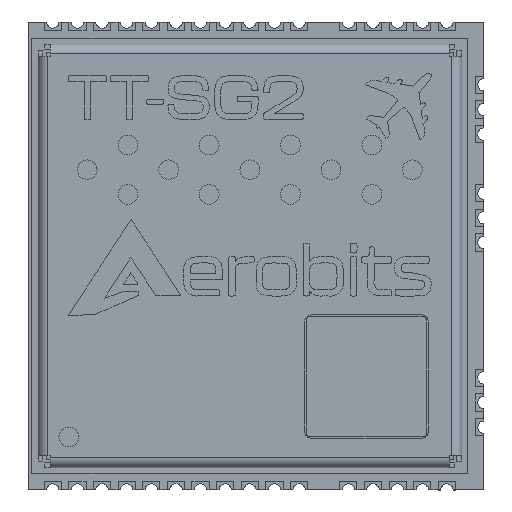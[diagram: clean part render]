
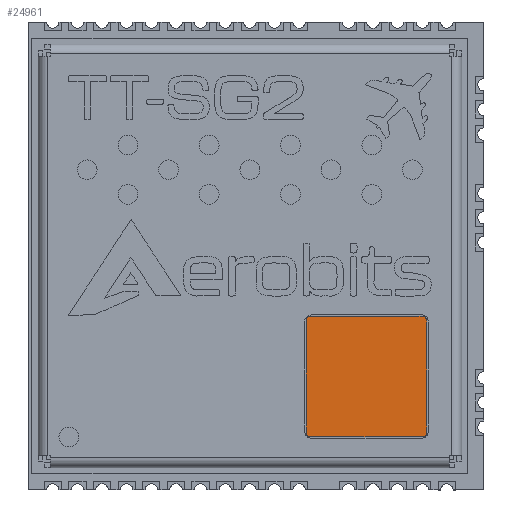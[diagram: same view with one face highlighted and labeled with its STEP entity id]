
A CAD part, top view. The second image highlights one B-rep face of the part: STEP entity #24961.
In plain terms, the highlighted face is planar.
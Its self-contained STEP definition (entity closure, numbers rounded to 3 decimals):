
#1187=PLANE('',#26799);
#2410=FACE_OUTER_BOUND('',#3699,.T.);
#3699=EDGE_LOOP('',(#23010,#23011,#23012,#23013,#23014,#23015,#23016,#23017,
#23018,#23019,#23020));
#6575=LINE('',#40218,#9566);
#6580=LINE('',#40232,#9571);
#6585=LINE('',#40250,#9576);
#6592=LINE('',#40279,#9583);
#9566=VECTOR('',#32989,10.);
#9571=VECTOR('',#33002,10.);
#9576=VECTOR('',#33021,10.);
#9583=VECTOR('',#33054,10.);
#10300=CIRCLE('',#26735,0.201);
#10302=CIRCLE('',#26739,476.604);
#10304=CIRCLE('',#26742,0.201);
#10306=CIRCLE('',#26746,0.201);
#10308=CIRCLE('',#26749,477.394);
#10310=CIRCLE('',#26752,0.206);
#10312=CIRCLE('',#26755,0.206);
#12566=VERTEX_POINT('',#40216);
#12567=VERTEX_POINT('',#40217);
#12570=VERTEX_POINT('',#40225);
#12572=VERTEX_POINT('',#40231);
#12574=VERTEX_POINT('',#40237);
#12576=VERTEX_POINT('',#40243);
#12578=VERTEX_POINT('',#40249);
#12580=VERTEX_POINT('',#40255);
#12582=VERTEX_POINT('',#40261);
#12584=VERTEX_POINT('',#40267);
#12586=VERTEX_POINT('',#40273);
#16035=EDGE_CURVE('',#12566,#12567,#6575,.T.);
#16039=EDGE_CURVE('',#12570,#12566,#10300,.T.);
#16042=EDGE_CURVE('',#12572,#12570,#6580,.T.);
#16045=EDGE_CURVE('',#12574,#12572,#10302,.T.);
#16048=EDGE_CURVE('',#12576,#12574,#10304,.T.);
#16051=EDGE_CURVE('',#12578,#12576,#6585,.T.);
#16054=EDGE_CURVE('',#12580,#12578,#10306,.T.);
#16057=EDGE_CURVE('',#12582,#12580,#10308,.T.);
#16060=EDGE_CURVE('',#12584,#12582,#10310,.T.);
#16063=EDGE_CURVE('',#12586,#12584,#10312,.T.);
#16066=EDGE_CURVE('',#12567,#12586,#6592,.T.);
#23010=ORIENTED_EDGE('',*,*,#16035,.T.);
#23011=ORIENTED_EDGE('',*,*,#16066,.T.);
#23012=ORIENTED_EDGE('',*,*,#16063,.T.);
#23013=ORIENTED_EDGE('',*,*,#16060,.T.);
#23014=ORIENTED_EDGE('',*,*,#16057,.T.);
#23015=ORIENTED_EDGE('',*,*,#16054,.T.);
#23016=ORIENTED_EDGE('',*,*,#16051,.T.);
#23017=ORIENTED_EDGE('',*,*,#16048,.T.);
#23018=ORIENTED_EDGE('',*,*,#16045,.T.);
#23019=ORIENTED_EDGE('',*,*,#16042,.T.);
#23020=ORIENTED_EDGE('',*,*,#16039,.T.);
#24961=ADVANCED_FACE('',(#2410),#1187,.T.);
#26735=AXIS2_PLACEMENT_3D('',#40226,#32995,#32996);
#26739=AXIS2_PLACEMENT_3D('',#40238,#33007,#33008);
#26742=AXIS2_PLACEMENT_3D('',#40244,#33014,#33015);
#26746=AXIS2_PLACEMENT_3D('',#40256,#33026,#33027);
#26749=AXIS2_PLACEMENT_3D('',#40262,#33033,#33034);
#26752=AXIS2_PLACEMENT_3D('',#40268,#33040,#33041);
#26755=AXIS2_PLACEMENT_3D('',#40274,#33047,#33048);
#26799=AXIS2_PLACEMENT_3D('',#40401,#33169,#33170);
#32989=DIRECTION('',(-1.,0.,0.));
#32995=DIRECTION('center_axis',(0.,0.,-1.));
#32996=DIRECTION('ref_axis',(0.991,-0.13,0.));
#33002=DIRECTION('',(-0.024,-1.,0.));
#33007=DIRECTION('center_axis',(0.,0.,-1.));
#33008=DIRECTION('ref_axis',(1.,0.005,0.));
#33014=DIRECTION('center_axis',(0.,0.,-1.));
#33015=DIRECTION('ref_axis',(0.029,1.,0.));
#33021=DIRECTION('',(1.,0.,0.));
#33026=DIRECTION('center_axis',(0.,0.,-1.));
#33027=DIRECTION('ref_axis',(-0.999,0.041,0.));
#33033=DIRECTION('center_axis',(0.,0.,-1.));
#33034=DIRECTION('ref_axis',(-1.,-0.005,0.));
#33040=DIRECTION('center_axis',(0.,0.,-1.));
#33041=DIRECTION('ref_axis',(-0.761,-0.649,0.));
#33047=DIRECTION('center_axis',(0.,0.,-1.));
#33048=DIRECTION('ref_axis',(-0.013,-1.,0.));
#33054=DIRECTION('',(-1.,0.,0.));
#33169=DIRECTION('center_axis',(0.,0.,-1.));
#33170=DIRECTION('ref_axis',(-1.,0.,0.));
#40216=CARTESIAN_POINT('',(15.597,11.046,0.));
#40217=CARTESIAN_POINT('',(14.989,11.046,0.));
#40218=CARTESIAN_POINT('',(7.796,11.043,0.));
#40225=CARTESIAN_POINT('',(15.785,11.221,0.));
#40226=CARTESIAN_POINT('Origin',(15.586,11.247,0.));
#40231=CARTESIAN_POINT('',(15.787,11.289,0.));
#40232=CARTESIAN_POINT('',(15.648,5.461,0.));
#40237=CARTESIAN_POINT('',(15.786,15.754,0.));
#40238=CARTESIAN_POINT('Origin',(-460.812,13.505,0.));
#40243=CARTESIAN_POINT('',(15.592,15.946,0.));
#40244=CARTESIAN_POINT('Origin',(15.586,15.745,0.));
#40249=CARTESIAN_POINT('',(11.081,15.946,0.));
#40250=CARTESIAN_POINT('',(5.541,15.946,0.));
#40255=CARTESIAN_POINT('',(10.887,15.754,0.));
#40256=CARTESIAN_POINT('Origin',(11.087,15.745,0.));
#40261=CARTESIAN_POINT('',(10.887,11.285,0.));
#40262=CARTESIAN_POINT('Origin',(488.275,13.505,0.));
#40267=CARTESIAN_POINT('',(10.933,11.118,0.));
#40268=CARTESIAN_POINT('Origin',(11.09,11.252,0.));
#40273=CARTESIAN_POINT('',(11.087,11.046,0.));
#40274=CARTESIAN_POINT('Origin',(11.09,11.252,0.));
#40279=CARTESIAN_POINT('',(7.494,11.046,0.));
#40401=CARTESIAN_POINT('Origin',(0.,0.,0.));
